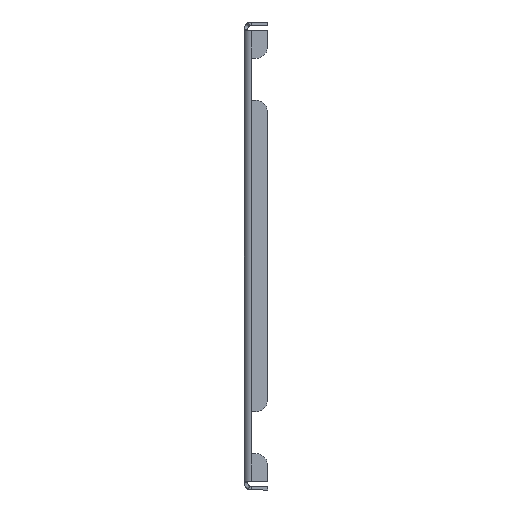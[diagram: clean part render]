
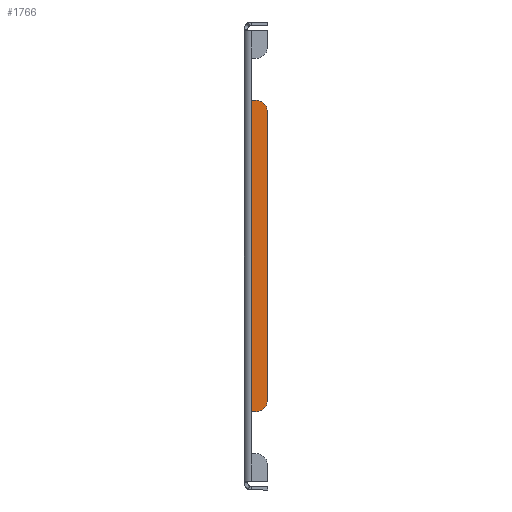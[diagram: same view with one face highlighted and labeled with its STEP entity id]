
A CAD part, left-side view. The second image highlights one B-rep face of the part: STEP entity #1766.
In plain terms, the highlighted planar face has unit normal (-1, 0, 0).
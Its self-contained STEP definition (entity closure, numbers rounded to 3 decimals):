
#54 = CARTESIAN_POINT ( 'NONE',  ( -173.5, -10., -96.346 ) ) ;
#211 = CARTESIAN_POINT ( 'NONE',  ( -173.5, -5., -66.5 ) ) ;
#272 = ORIENTED_EDGE ( 'NONE', *, *, #740, .F. ) ;
#316 = LINE ( 'NONE', #902, #1515 ) ;
#335 = EDGE_CURVE ( 'NONE', #1945, #918, #1069, .T. ) ;
#472 = PLANE ( 'NONE',  #2681 ) ;
#511 = FACE_OUTER_BOUND ( 'NONE', #3330, .T. ) ;
#588 = LINE ( 'NONE', #54, #2038 ) ;
#624 = DIRECTION ( 'NONE',  ( 0., 0., -1. ) ) ;
#644 = DIRECTION ( 'NONE',  ( 0., 1., 0. ) ) ;
#740 = EDGE_CURVE ( 'NONE', #2877, #918, #2617, .T. ) ;
#883 = DIRECTION ( 'NONE',  ( 0., -1., 0. ) ) ;
#892 = CIRCLE ( 'NONE', #1519, 5. ) ;
#902 = CARTESIAN_POINT ( 'NONE',  ( -173.5, 170.693, -66.5 ) ) ;
#918 = VERTEX_POINT ( 'NONE', #1531 ) ;
#937 = ORIENTED_EDGE ( 'NONE', *, *, #335, .T. ) ;
#972 = EDGE_CURVE ( 'NONE', #3625, #1500, #316, .T. ) ;
#989 = DIRECTION ( 'NONE',  ( 0., -1., 0. ) ) ;
#1031 = CARTESIAN_POINT ( 'NONE',  ( -173.5, -5., -61.5 ) ) ;
#1069 = CIRCLE ( 'NONE', #2754, 5. ) ;
#1099 = DIRECTION ( 'NONE',  ( -1., 0., 0. ) ) ;
#1154 = CARTESIAN_POINT ( 'NONE',  ( -173.5, 170.693, 66.5 ) ) ;
#1155 = CARTESIAN_POINT ( 'NONE',  ( -173.5, -10., 61.5 ) ) ;
#1339 = EDGE_CURVE ( 'NONE', #3625, #1468, #892, .T. ) ;
#1468 = VERTEX_POINT ( 'NONE', #3526 ) ;
#1500 = VERTEX_POINT ( 'NONE', #2093 ) ;
#1515 = VECTOR ( 'NONE', #644, 1000. ) ;
#1519 = AXIS2_PLACEMENT_3D ( 'NONE', #1031, #3711, #989 ) ;
#1531 = CARTESIAN_POINT ( 'NONE',  ( -173.5, -5., 66.5 ) ) ;
#1671 = CARTESIAN_POINT ( 'NONE',  ( -173.5, 170.693, 0. ) ) ;
#1695 = DIRECTION ( 'NONE',  ( -1., 0., 0. ) ) ;
#1766 = ADVANCED_FACE ( 'NONE', ( #511 ), #472, .T. ) ;
#1929 = ORIENTED_EDGE ( 'NONE', *, *, #1339, .T. ) ;
#1939 = VECTOR ( 'NONE', #3270, 1000. ) ;
#1945 = VERTEX_POINT ( 'NONE', #1155 ) ;
#2038 = VECTOR ( 'NONE', #624, 1000. ) ;
#2061 = VECTOR ( 'NONE', #883, 1000. ) ;
#2062 = CARTESIAN_POINT ( 'NONE',  ( -173.5, -3., 0. ) ) ;
#2093 = CARTESIAN_POINT ( 'NONE',  ( -173.5, -3., -66.5 ) ) ;
#2617 = LINE ( 'NONE', #1154, #2061 ) ;
#2634 = LINE ( 'NONE', #2062, #1939 ) ;
#2681 = AXIS2_PLACEMENT_3D ( 'NONE', #1671, #1099, #3800 ) ;
#2754 = AXIS2_PLACEMENT_3D ( 'NONE', #2848, #1695, #3470 ) ;
#2848 = CARTESIAN_POINT ( 'NONE',  ( -173.5, -5., 61.5 ) ) ;
#2877 = VERTEX_POINT ( 'NONE', #3314 ) ;
#2950 = EDGE_CURVE ( 'NONE', #2877, #1500, #2634, .T. ) ;
#3214 = ORIENTED_EDGE ( 'NONE', *, *, #972, .F. ) ;
#3270 = DIRECTION ( 'NONE',  ( 0., 0., -1. ) ) ;
#3314 = CARTESIAN_POINT ( 'NONE',  ( -173.5, -3., 66.5 ) ) ;
#3330 = EDGE_LOOP ( 'NONE', ( #3668, #937, #272, #3724, #3214, #1929 ) ) ;
#3470 = DIRECTION ( 'NONE',  ( 0., -1., 0. ) ) ;
#3490 = EDGE_CURVE ( 'NONE', #1945, #1468, #588, .T. ) ;
#3526 = CARTESIAN_POINT ( 'NONE',  ( -173.5, -10., -61.5 ) ) ;
#3625 = VERTEX_POINT ( 'NONE', #211 ) ;
#3668 = ORIENTED_EDGE ( 'NONE', *, *, #3490, .F. ) ;
#3711 = DIRECTION ( 'NONE',  ( -1., 0., 0. ) ) ;
#3724 = ORIENTED_EDGE ( 'NONE', *, *, #2950, .T. ) ;
#3800 = DIRECTION ( 'NONE',  ( 0., 0., 1. ) ) ;
